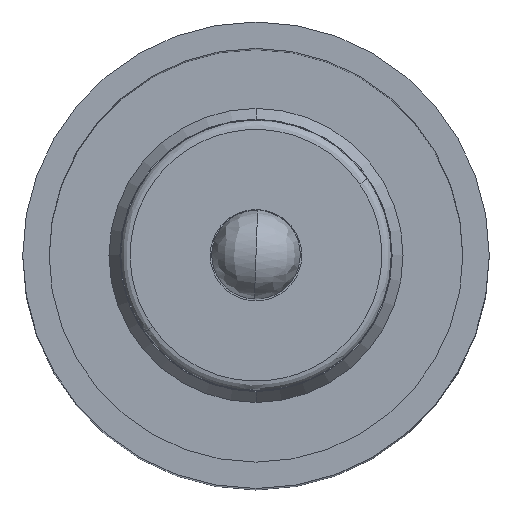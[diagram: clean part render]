
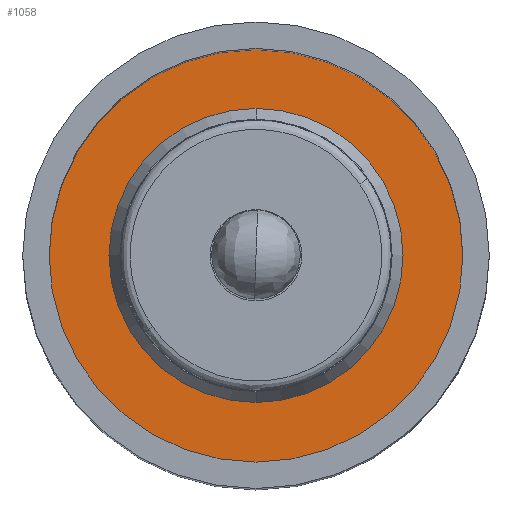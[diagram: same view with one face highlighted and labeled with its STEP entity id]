
A CAD part, top view. The second image highlights one B-rep face of the part: STEP entity #1058.
In plain terms, the highlighted planar face has unit normal (0, 0, 1).
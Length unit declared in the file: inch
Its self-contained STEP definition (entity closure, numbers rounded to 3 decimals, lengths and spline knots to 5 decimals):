
#89 = DIRECTION ( 'NONE',  ( 0., 0., 1. ) ) ;
#213 = FACE_OUTER_BOUND ( 'NONE', #980, .T. ) ;
#257 = DIRECTION ( 'NONE',  ( 0., 0., 1. ) ) ;
#310 = CIRCLE ( 'NONE', #365, 0.2195 ) ;
#365 = AXIS2_PLACEMENT_3D ( 'NONE', #971, #89, #1133 ) ;
#562 = ORIENTED_EDGE ( 'NONE', *, *, #1223, .T. ) ;
#685 = EDGE_CURVE ( 'NONE', #1821, #1841, #1326, .T. ) ;
#773 = CARTESIAN_POINT ( 'NONE',  ( 0., 0., 0.45522 ) ) ;
#779 = DIRECTION ( 'NONE',  ( 0., 0., 1. ) ) ;
#971 = CARTESIAN_POINT ( 'NONE',  ( 0., 0., 0.45522 ) ) ;
#980 = EDGE_LOOP ( 'NONE', ( #1420, #562 ) ) ;
#1005 = AXIS2_PLACEMENT_3D ( 'NONE', #1698, #779, #1848 ) ;
#1058 = ADVANCED_FACE ( 'NONE', ( #213 ), #1395, .T. ) ;
#1133 = DIRECTION ( 'NONE',  ( -1., 0., 0. ) ) ;
#1144 = CARTESIAN_POINT ( 'NONE',  ( -0.2195, 0., 0.45522 ) ) ;
#1162 = DIRECTION ( 'NONE',  ( -1., 0., 0. ) ) ;
#1223 = EDGE_CURVE ( 'NONE', #1841, #1821, #310, .T. ) ;
#1326 = CIRCLE ( 'NONE', #1759, 0.2195 ) ;
#1395 = PLANE ( 'NONE',  #1005 ) ;
#1420 = ORIENTED_EDGE ( 'NONE', *, *, #685, .T. ) ;
#1698 = CARTESIAN_POINT ( 'NONE',  ( 0., 0., 0.45522 ) ) ;
#1759 = AXIS2_PLACEMENT_3D ( 'NONE', #773, #257, #1162 ) ;
#1821 = VERTEX_POINT ( 'NONE', #1144 ) ;
#1841 = VERTEX_POINT ( 'NONE', #1924 ) ;
#1848 = DIRECTION ( 'NONE',  ( 1., 0., 0. ) ) ;
#1924 = CARTESIAN_POINT ( 'NONE',  ( 0.2195, 0., 0.45522 ) ) ;
